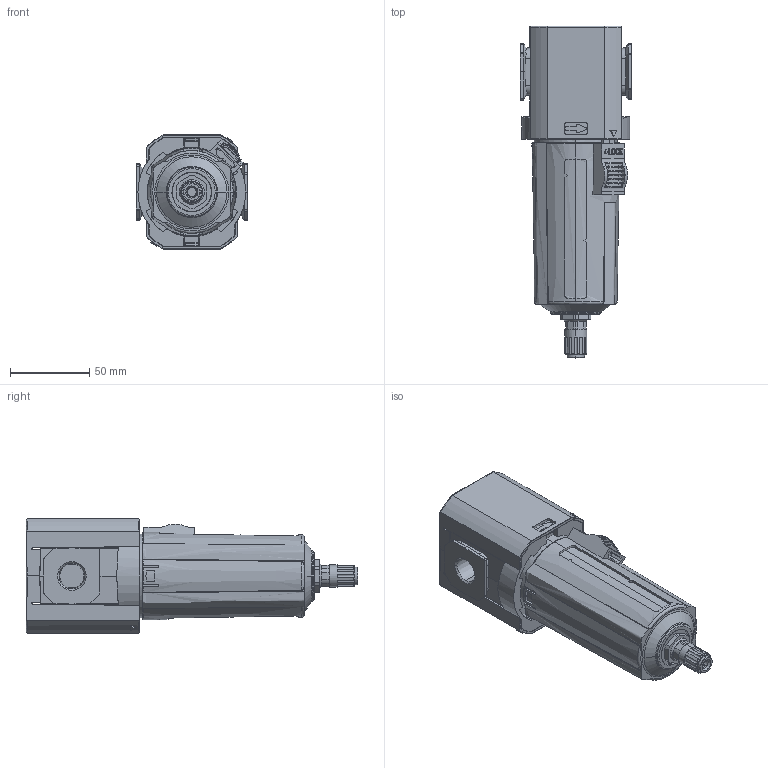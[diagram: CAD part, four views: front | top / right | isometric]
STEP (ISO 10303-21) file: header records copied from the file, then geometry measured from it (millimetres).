
FILE_DESCRIPTION (( 'STEP AP203' ), '1' );
FILE_NAME ('F84G-3AN-AP3.step', '2021-09-07T18:28:29', ( '' ), ( '' ), 'SwSTEP 2.0', 'SolidWorks 2021', '' );
FILE_SCHEMA (( 'CONFIG_CONTROL_DESIGN' ));
Length unit declared in the file: inch
Products named in the file (1): F84G-3AN-AP3
Bounding box: 70.25 x 209.57 x 72 mm (x, y, z)
Volume: 460705.3 mm3; surface area: 96276.4 mm2
Topology: 5 solids, 5 shells, 1089 faces, 3025 edges, 1986 vertices
Faces by surface type: plane 504, cylinder 405, bspline 93, cone 75, torus 12
Entity records: 38739 total; most frequent: CARTESIAN_POINT 11914, ORIENTED_EDGE 6042, DIRECTION 5157, EDGE_CURVE 3021, VERTEX_POINT 1986, AXIS2_PLACEMENT_3D 1829, LINE 1499, VECTOR 1499
